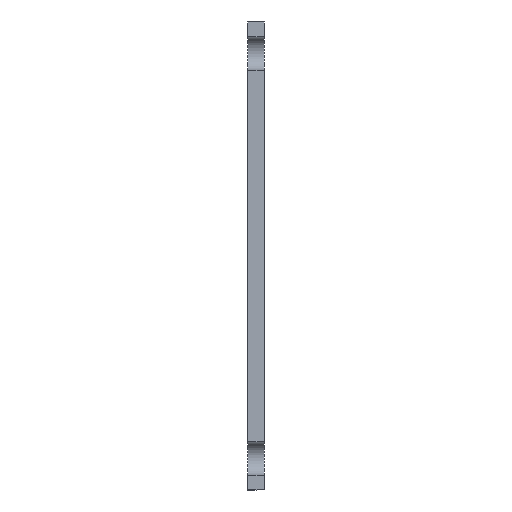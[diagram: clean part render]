
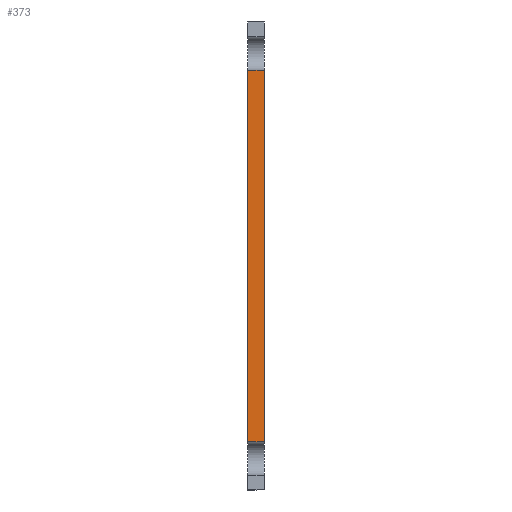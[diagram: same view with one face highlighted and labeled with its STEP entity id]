
A CAD part, left-side view. The second image highlights one B-rep face of the part: STEP entity #373.
In plain terms, the highlighted planar face has unit normal (-1, 0, 0).
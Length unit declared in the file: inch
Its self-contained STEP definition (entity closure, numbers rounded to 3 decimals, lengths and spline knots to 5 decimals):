
#31 = FACE_OUTER_BOUND ( 'NONE', #427, .T. ) ;
#34 = DIRECTION ( 'NONE',  ( 0., 0., -1. ) ) ;
#72 = LINE ( 'NONE', #362, #453 ) ;
#81 = EDGE_CURVE ( 'NONE', #754, #671, #222, .T. ) ;
#87 = VECTOR ( 'NONE', #310, 39.37008 ) ;
#93 = CARTESIAN_POINT ( 'NONE',  ( -9.5, 0., 1.375 ) ) ;
#128 = AXIS2_PLACEMENT_3D ( 'NONE', #323, #558, #571 ) ;
#147 = ORIENTED_EDGE ( 'NONE', *, *, #312, .F. ) ;
#185 = LINE ( 'NONE', #307, #87 ) ;
#204 = CARTESIAN_POINT ( 'NONE',  ( -9.5, 0., -1.734 ) ) ;
#222 = LINE ( 'NONE', #459, #299 ) ;
#238 = ORIENTED_EDGE ( 'NONE', *, *, #603, .T. ) ;
#256 = VERTEX_POINT ( 'NONE', #618 ) ;
#266 = PLANE ( 'NONE',  #128 ) ;
#299 = VECTOR ( 'NONE', #696, 39.37008 ) ;
#307 = CARTESIAN_POINT ( 'NONE',  ( -9.5, 0.125, 1.734 ) ) ;
#310 = DIRECTION ( 'NONE',  ( 0., 0., -1. ) ) ;
#312 = EDGE_CURVE ( 'NONE', #770, #754, #617, .T. ) ;
#323 = CARTESIAN_POINT ( 'NONE',  ( -9.5, 0.125, 1.734 ) ) ;
#331 = CARTESIAN_POINT ( 'NONE',  ( -9.5, 0., -1.375 ) ) ;
#362 = CARTESIAN_POINT ( 'NONE',  ( -9.5, 0.125, 1.375 ) ) ;
#373 = ADVANCED_FACE ( 'NONE', ( #31 ), #266, .T. ) ;
#427 = EDGE_LOOP ( 'NONE', ( #775, #147, #238, #768 ) ) ;
#437 = CARTESIAN_POINT ( 'NONE',  ( -9.5, 0.125, -1.375 ) ) ;
#453 = VECTOR ( 'NONE', #657, 39.37008 ) ;
#459 = CARTESIAN_POINT ( 'NONE',  ( -9.5, 0., -1.375 ) ) ;
#497 = VECTOR ( 'NONE', #34, 39.37008 ) ;
#558 = DIRECTION ( 'NONE',  ( -1., 0., 0. ) ) ;
#571 = DIRECTION ( 'NONE',  ( 0., 0., 1. ) ) ;
#603 = EDGE_CURVE ( 'NONE', #770, #256, #72, .T. ) ;
#617 = LINE ( 'NONE', #204, #497 ) ;
#618 = CARTESIAN_POINT ( 'NONE',  ( -9.5, 0.125, 1.375 ) ) ;
#657 = DIRECTION ( 'NONE',  ( 0., 1., 0. ) ) ;
#671 = VERTEX_POINT ( 'NONE', #437 ) ;
#696 = DIRECTION ( 'NONE',  ( 0., 1., 0. ) ) ;
#706 = EDGE_CURVE ( 'NONE', #256, #671, #185, .T. ) ;
#754 = VERTEX_POINT ( 'NONE', #331 ) ;
#768 = ORIENTED_EDGE ( 'NONE', *, *, #706, .T. ) ;
#770 = VERTEX_POINT ( 'NONE', #93 ) ;
#775 = ORIENTED_EDGE ( 'NONE', *, *, #81, .F. ) ;
